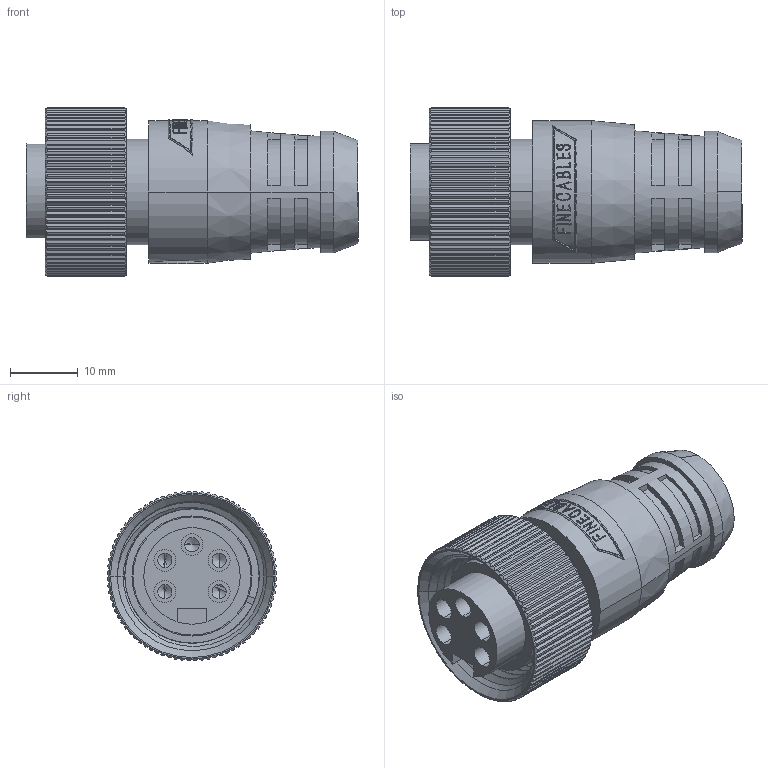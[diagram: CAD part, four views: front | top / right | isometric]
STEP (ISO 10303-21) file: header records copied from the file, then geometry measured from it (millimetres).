
FILE_DESCRIPTION (( 'STEP AP203' ), '1' );
FILE_NAME ('P357.STEP', '2020-04-15T06:50:44', ( 'edpusr' ), ( 'Microsoft' ), 'SwSTEP 2.0', 'SolidWorks 2015', '' );
FILE_SCHEMA (( 'CONFIG_CONTROL_DESIGN' ));
Length unit declared in the file: millimetre
Products named in the file (1): P357
Bounding box: 48.9 x 24.99 x 24.99 mm (x, y, z)
Volume: 13565.1 mm3; surface area: 8215.2 mm2
Topology: 1 solids, 1 shells, 627 faces, 1740 edges, 1147 vertices
Faces by surface type: plane 254, bspline 209, cylinder 139, cone 25
Entity records: 35738 total; most frequent: CARTESIAN_POINT 21512, ORIENTED_EDGE 3460, DIRECTION 2123, EDGE_CURVE 1730, VERTEX_POINT 1147, B_SPLINE_CURVE_WITH_KNOTS 744, AXIS2_PLACEMENT_3D 732, EDGE_LOOP 669
